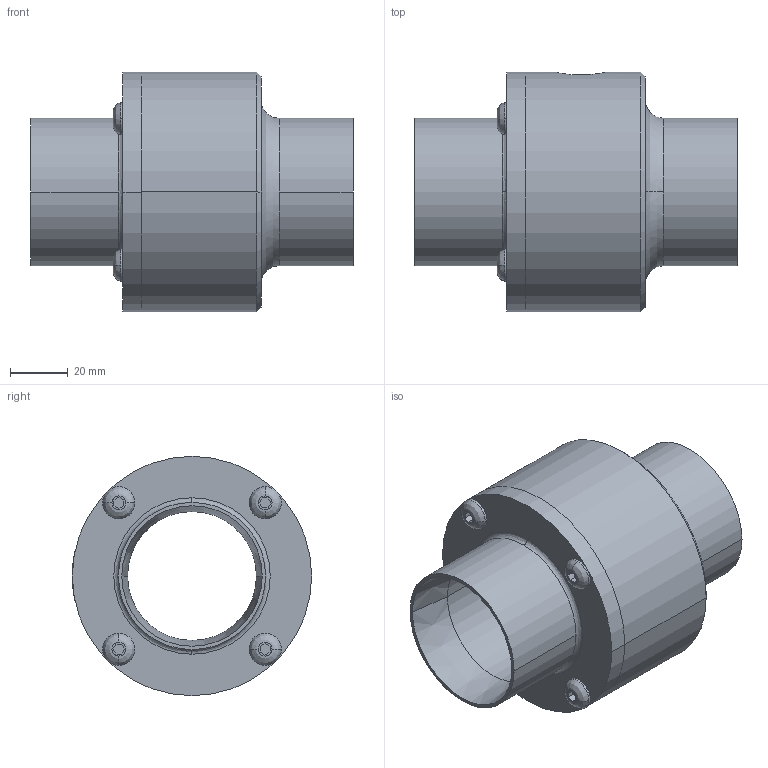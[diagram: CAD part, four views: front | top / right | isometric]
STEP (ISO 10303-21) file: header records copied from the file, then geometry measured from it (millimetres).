
FILE_DESCRIPTION((''),'2;1');
FILE_NAME('6064-3D.stp','2010-04-29T08:23:17',(''),(''),'Mechanical Desktop 2010','Mechanical Desktop 2010',', , ');
FILE_SCHEMA(('CONFIG_CONTROL_DESIGN'));
Length unit declared in the file: millimetre
Products named in the file (1): Product
Bounding box: 111.12 x 82.55 x 82.55 mm (x, y, z)
Volume: 205358.4 mm3; surface area: 58754.4 mm2
Topology: 6 solids, 6 shells, 151 faces, 353 edges, 225 vertices
Faces by surface type: bspline 76, cylinder 42, cone 18, plane 13, torus 2
Entity records: 5291 total; most frequent: CARTESIAN_POINT 1860, ORIENTED_EDGE 690, DIRECTION 670, EDGE_CURVE 345, AXIS2_PLACEMENT_3D 257, VERTEX_POINT 225, EDGE_LOOP 184, CIRCLE 181
